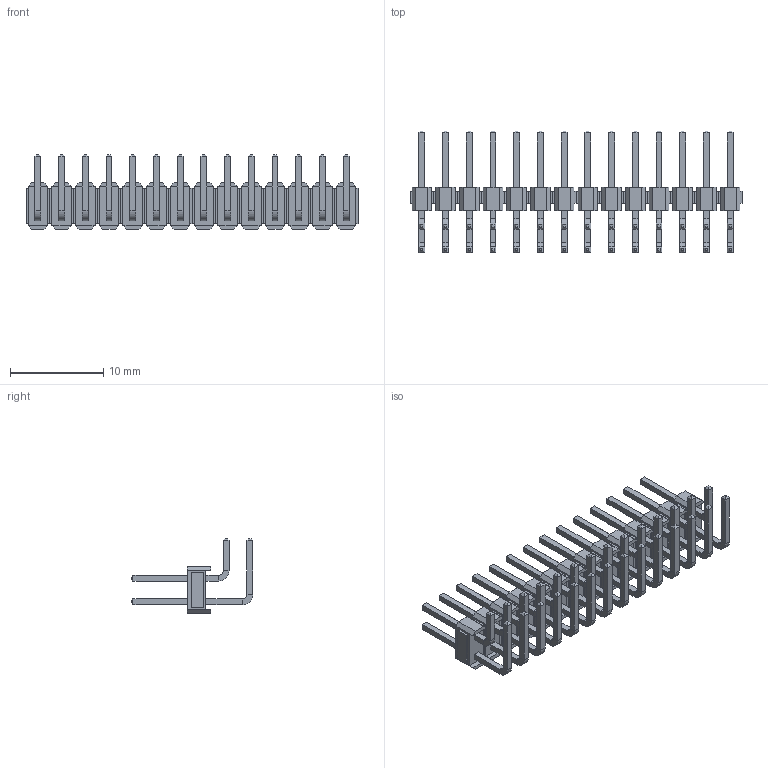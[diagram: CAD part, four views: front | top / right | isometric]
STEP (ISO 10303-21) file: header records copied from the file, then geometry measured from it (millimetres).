
FILE_DESCRIPTION (( 'STEP AP214' ), '1' );
FILE_NAME ('PLDR-28.STEP', '2019-07-02T20:46:27', ( '' ), ( '' ), 'SwSTEP 2.0', 'SolidWorks 2018', '' );
FILE_SCHEMA (( 'AUTOMOTIVE_DESIGN' ));
Length unit declared in the file: millimetre
Products named in the file (1): PLDR-28
Bounding box: 35.56 x 13.04 x 8 mm (x, y, z)
Volume: 491 mm3; surface area: 1814.2 mm2
Topology: 14 solids, 14 shells, 1064 faces, 2352 edges, 1400 vertices
Faces by surface type: plane 1008, cylinder 56
Entity records: 39971 total; most frequent: CARTESIAN_POINT 4817, ORIENTED_EDGE 4704, DIRECTION 4594, EDGE_CURVE 2352, VECTOR 2240, LINE 2240, VERTEX_POINT 1400, AXIS2_PLACEMENT_3D 1177
